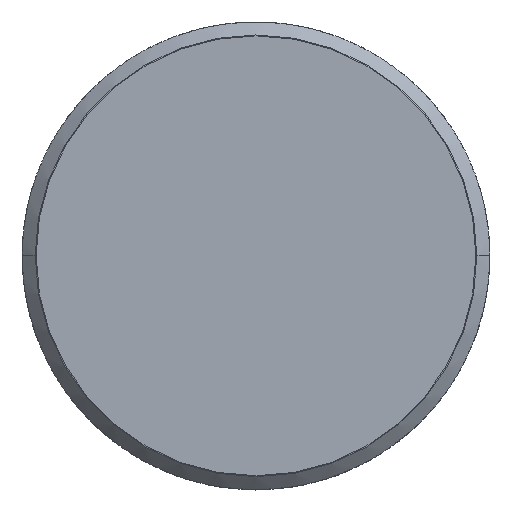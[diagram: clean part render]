
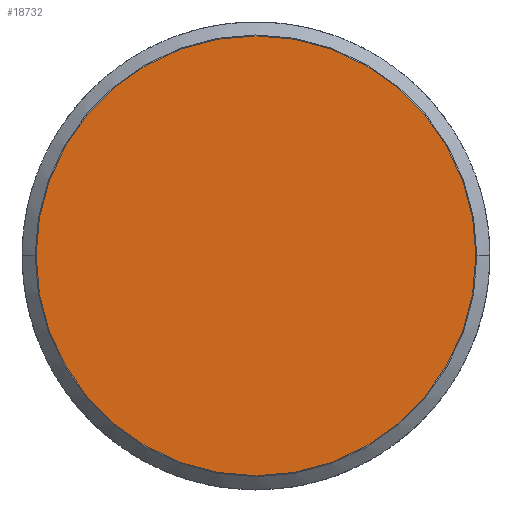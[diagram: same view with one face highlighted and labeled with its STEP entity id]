
A CAD part, top view. The second image highlights one B-rep face of the part: STEP entity #18732.
In plain terms, the highlighted planar face has unit normal (0, 0, 1).
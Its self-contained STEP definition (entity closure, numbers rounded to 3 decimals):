
#2303 = EDGE_CURVE ( 'NONE', #14734, #14280, #33923, .T. ) ;
#4657 = DIRECTION ( 'NONE',  ( 1., 0., 0. ) ) ;
#6183 = CARTESIAN_POINT ( 'NONE',  ( 0., 0., 29.65 ) ) ;
#6325 = CARTESIAN_POINT ( 'NONE',  ( 32.917, 0., 29.65 ) ) ;
#9294 = DIRECTION ( 'NONE',  ( 1., 0., 0. ) ) ;
#10176 = AXIS2_PLACEMENT_3D ( 'NONE', #6183, #18228, #30277 ) ;
#14280 = VERTEX_POINT ( 'NONE', #20268 ) ;
#14734 = VERTEX_POINT ( 'NONE', #6325 ) ;
#15005 = ORIENTED_EDGE ( 'NONE', *, *, #24910, .T. ) ;
#18228 = DIRECTION ( 'NONE',  ( 0., 0., 1. ) ) ;
#18732 = ADVANCED_FACE ( 'NONE', ( #21192 ), #33239, .T. ) ;
#19099 = AXIS2_PLACEMENT_3D ( 'NONE', #19672, #31716, #4657 ) ;
#19672 = CARTESIAN_POINT ( 'NONE',  ( 0., 0., 29.65 ) ) ;
#20268 = CARTESIAN_POINT ( 'NONE',  ( -32.917, 0., 29.65 ) ) ;
#21192 = FACE_OUTER_BOUND ( 'NONE', #31890, .T. ) ;
#24326 = CARTESIAN_POINT ( 'NONE',  ( 0., 0., 29.65 ) ) ;
#24910 = EDGE_CURVE ( 'NONE', #14280, #14734, #36157, .T. ) ;
#25189 = AXIS2_PLACEMENT_3D ( 'NONE', #24326, #36397, #9294 ) ;
#30277 = DIRECTION ( 'NONE',  ( 1., 0., 0. ) ) ;
#31716 = DIRECTION ( 'NONE',  ( 0., 0., 1. ) ) ;
#31890 = EDGE_LOOP ( 'NONE', ( #35712, #15005 ) ) ;
#33239 = PLANE ( 'NONE',  #10176 ) ;
#33923 = CIRCLE ( 'NONE', #25189, 32.917 ) ;
#35712 = ORIENTED_EDGE ( 'NONE', *, *, #2303, .T. ) ;
#36157 = CIRCLE ( 'NONE', #19099, 32.917 ) ;
#36397 = DIRECTION ( 'NONE',  ( 0., 0., 1. ) ) ;
